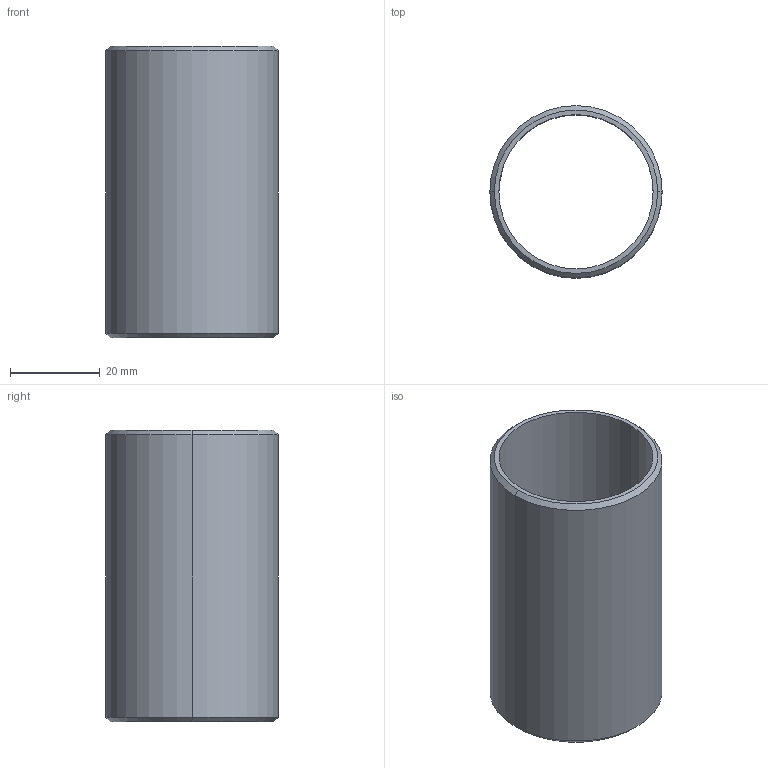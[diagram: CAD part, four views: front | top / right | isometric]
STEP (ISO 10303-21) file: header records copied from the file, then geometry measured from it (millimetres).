
FILE_DESCRIPTION (( 'STEP AP203' ), '1' );
FILE_NAME ('50104-240.step', '2019-07-10T10:01:01', ( '' ), ( '' ), 'SwSTEP 2.0', 'SolidWorks 2015', '' );
FILE_SCHEMA (( 'CONFIG_CONTROL_DESIGN' ));
Length unit declared in the file: millimetre
Products named in the file (1): 50104-240
Bounding box: 38.4 x 38.4 x 65 mm (x, y, z)
Volume: 14746.9 mm3; surface area: 15189 mm2
Topology: 1 solids, 1 shells, 239 faces, 650 edges, 422 vertices
Faces by surface type: plane 104, bspline 89, cylinder 42, cone 4
Entity records: 11407 total; most frequent: CARTESIAN_POINT 5941, ORIENTED_EDGE 1300, DIRECTION 830, EDGE_CURVE 650, VERTEX_POINT 422, VECTOR 320, LINE 320, AXIS2_PLACEMENT_3D 255
